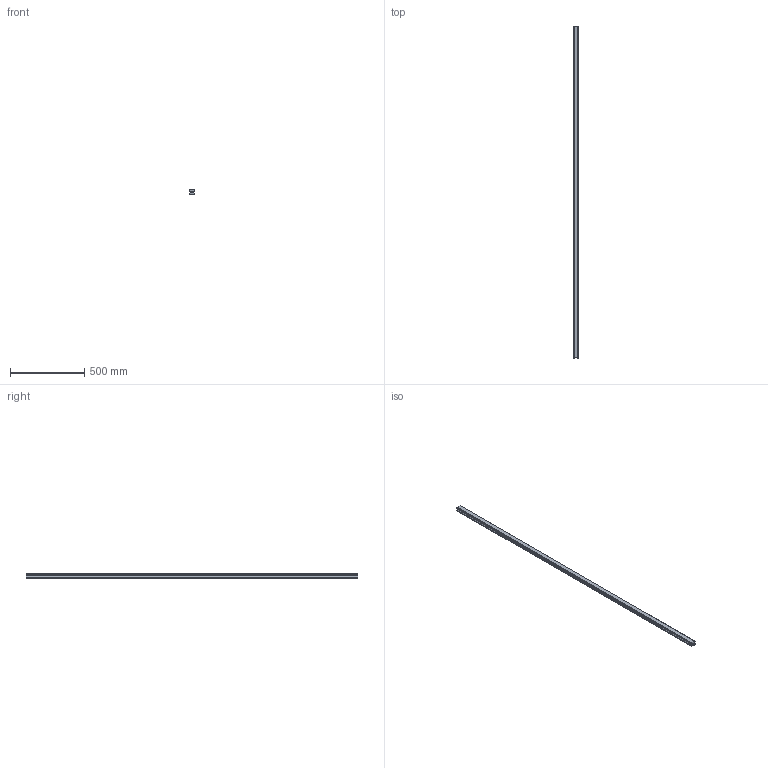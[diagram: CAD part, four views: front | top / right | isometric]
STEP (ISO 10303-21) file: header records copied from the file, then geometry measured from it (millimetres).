
FILE_DESCRIPTION(('STEP AP214'),'1');
FILE_NAME('cctmp_5D94E1A2-F9D9-49BF-AC70-52DE166C47D1_2021_01_28_10_44_14_0858..stp','2021-01-28T09:44:14',('HIWIN GmbH'),('CADClick - www.CADClick.com'),'Spatial InterOp 3D',' ','unknown authorization');
FILE_SCHEMA(('AUTOMOTIVE_DESIGN'));
Length unit declared in the file: millimetre
Products named in the file (1): HGR35T2240C_FILE
Bounding box: 34 x 2240 x 29 mm (x, y, z)
Volume: 1889373.8 mm3; surface area: 303847 mm2
Topology: 1 solids, 1 shells, 227 faces, 607 edges, 358 vertices
Faces by surface type: plane 93, cylinder 78, cone 56
Entity records: 8457 total; most frequent: DIRECTION 1163, CARTESIAN_POINT 1137, ORIENTED_EDGE 1102, EDGE_CURVE 551, LINE 395, VECTOR 395, AXIS2_PLACEMENT_3D 384, VERTEX_POINT 358
